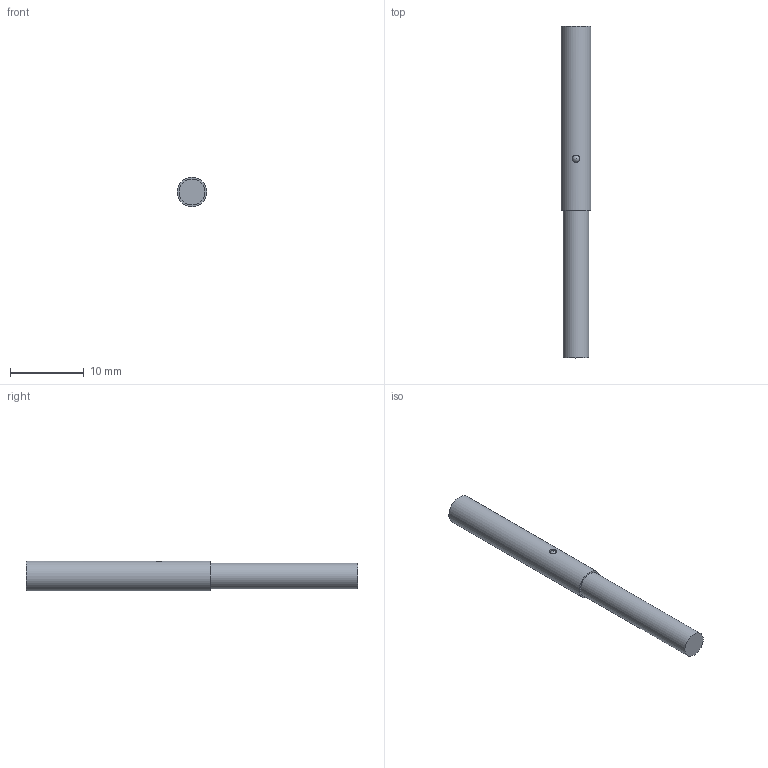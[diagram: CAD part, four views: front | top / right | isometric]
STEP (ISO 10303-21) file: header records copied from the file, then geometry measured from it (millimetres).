
FILE_DESCRIPTION(/* description */ (''),/* implementation_level */ '2;1');
FILE_NAME(/* name */ 'IBR40181.stp',/* time_stamp */ '2016-10-04T14:04:26+02:00',/* author */ ('mitarbeiter'),/* organization */ (''),/* preprocessor_version */ 'ST-DEVELOPER v15.2',/* originating_system */ 'Autodesk Inventor 2014',/* authorisation */ '');
FILE_SCHEMA (('AUTOMOTIVE_DESIGN { 1 0 10303 214 3 1 1 }'));
Length unit declared in the file: millimetre
Products named in the file (1): IBR40181
Bounding box: 4 x 45 x 4 mm (x, y, z)
Volume: 506.5 mm3; surface area: 561.5 mm2
Topology: 1 solids, 1 shells, 7 faces, 13 edges, 9 vertices
Faces by surface type: cylinder 3, plane 3, sphere 1
Full cylindrical faces by diameter (mm): 1 x1, 3.5 x1, 4 x1
Entity records: 191 total; most frequent: CARTESIAN_POINT 56, DIRECTION 26, ORIENTED_EDGE 14, AXIS2_PLACEMENT_3D 13, EDGE_LOOP 12, FACE_OUTER_BOUND 7, VERTEX_POINT 7, EDGE_CURVE 7
